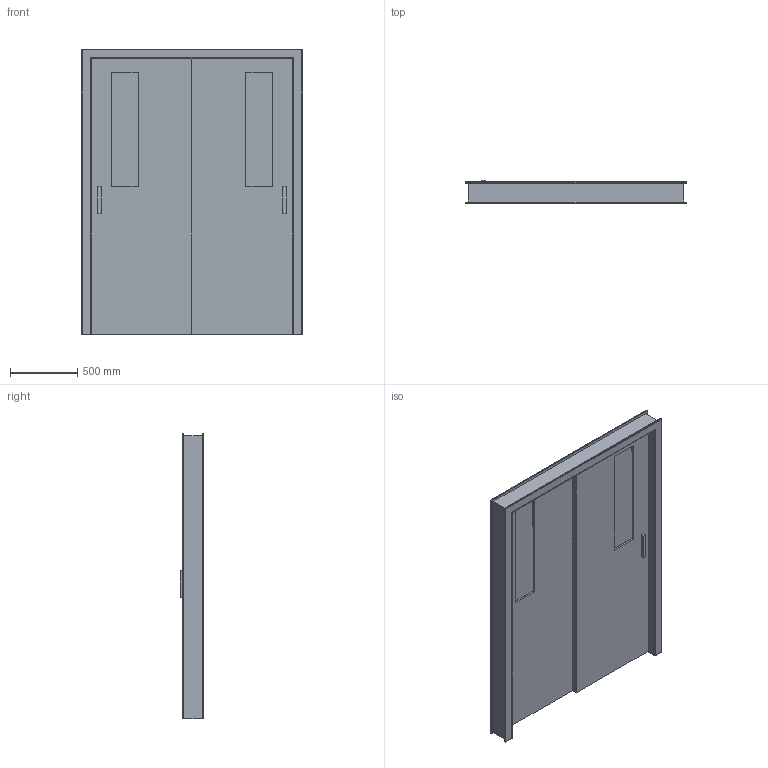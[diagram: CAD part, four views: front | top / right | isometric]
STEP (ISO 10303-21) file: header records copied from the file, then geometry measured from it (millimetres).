
FILE_DESCRIPTION(('FreeCAD Model'),'2;1');
FILE_NAME('Double sliding doors with windows and trims.step','2016-10-04T14:08:47',('Author'),(''), 'Open CASCADE STEP processor 6.8','FreeCAD','Unknown');
FILE_SCHEMA(('AUTOMOTIVE_DESIGN_CC2 { 1 2 10303 214 -1 1 5 4 }'));
Length unit declared in the file: millimetre
Products named in the file (5): ASSEMBLY; Final_trim_(Mirror_#5); Final_trim; Double_sliding_doors_with_windows; Trim
Assembly tree (4 placements, depth 2):
  ASSEMBLY
    Final_trim_(Mirror_#5)
    Final_trim
    Double_sliding_doors_with_windows
    Trim
Bounding box: 1640 x 175 x 2120 mm (x, y, z)
Volume: 163384898.2 mm3; surface area: 11772268.5 mm2
Topology: 12 solids, 12 shells, 108 faces, 244 edges, 160 vertices
Faces by surface type: plane 96, cylinder 12
Entity records: 7131 total; most frequent: CARTESIAN_POINT 1497, DIRECTION 946, LINE 692, VECTOR 692, ORIENTED_EDGE 488, PCURVE 488, DEFINITIONAL_REPRESENTATION 488, EDGE_CURVE 244
